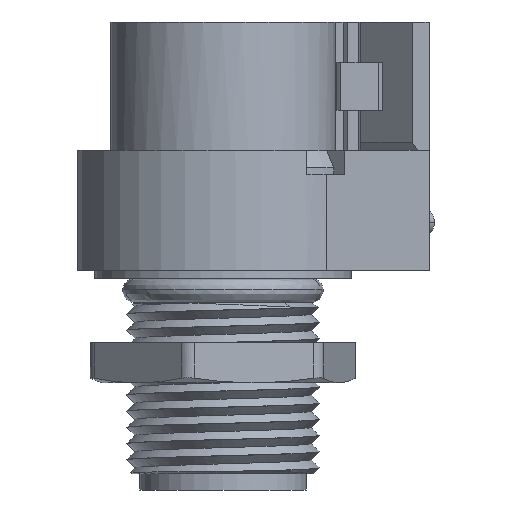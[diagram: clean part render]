
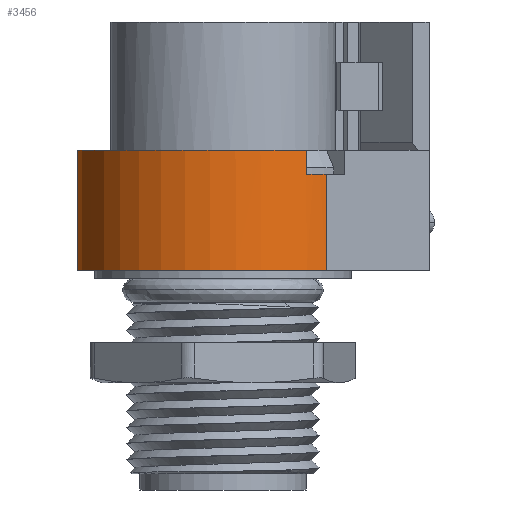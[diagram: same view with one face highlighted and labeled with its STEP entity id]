
A CAD part, front view. The second image highlights one B-rep face of the part: STEP entity #3456.
In plain terms, the highlighted cylindrical face has radius 9.1 mm (diameter 18.2 mm), a partial arc.
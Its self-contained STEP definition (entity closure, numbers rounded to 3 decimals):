
#109 = CIRCLE ( 'NONE', #9082, 9.1 ) ;
#184 = VECTOR ( 'NONE', #5349, 1000. ) ;
#291 = VERTEX_POINT ( 'NONE', #10560 ) ;
#663 = DIRECTION ( 'NONE',  ( 0., 0., 1. ) ) ;
#709 = LINE ( 'NONE', #16611, #9501 ) ;
#1088 = CARTESIAN_POINT ( 'NONE',  ( 6.435, -6.435, 17.45 ) ) ;
#1159 = ORIENTED_EDGE ( 'NONE', *, *, #18221, .F. ) ;
#1598 = CARTESIAN_POINT ( 'NONE',  ( 6.435, -6.435, 19.7 ) ) ;
#1615 = CARTESIAN_POINT ( 'NONE',  ( 0., 0., 19.7 ) ) ;
#1755 = DIRECTION ( 'NONE',  ( 0., 0., 1. ) ) ;
#1824 = DIRECTION ( 'NONE',  ( 0., 0., -1. ) ) ;
#1964 = ORIENTED_EDGE ( 'NONE', *, *, #13171, .T. ) ;
#2132 = DIRECTION ( 'NONE',  ( 1., 0., 0. ) ) ;
#2236 = VECTOR ( 'NONE', #17360, 1000. ) ;
#2609 = DIRECTION ( 'NONE',  ( 0., 0., -1. ) ) ;
#3096 = DIRECTION ( 'NONE',  ( 1., 0., 0. ) ) ;
#3107 = VECTOR ( 'NONE', #7653, 1000. ) ;
#3456 = ADVANCED_FACE ( 'NONE', ( #11012 ), #10568, .T. ) ;
#3620 = CARTESIAN_POINT ( 'NONE',  ( -6.435, 6.435, 19.7 ) ) ;
#3679 = ORIENTED_EDGE ( 'NONE', *, *, #9150, .T. ) ;
#3850 = CARTESIAN_POINT ( 'NONE',  ( 5.203, -7.466, 19.45 ) ) ;
#4110 = VERTEX_POINT ( 'NONE', #8009 ) ;
#4379 = AXIS2_PLACEMENT_3D ( 'NONE', #8028, #663, #2132 ) ;
#4915 = CARTESIAN_POINT ( 'NONE',  ( -7.466, 5.203, 19.7 ) ) ;
#5179 = EDGE_CURVE ( 'NONE', #10316, #6434, #15395, .T. ) ;
#5290 = ORIENTED_EDGE ( 'NONE', *, *, #17724, .F. ) ;
#5349 = DIRECTION ( 'NONE',  ( 0., 0., 1. ) ) ;
#5737 = CIRCLE ( 'NONE', #16437, 9.1 ) ;
#6113 = CIRCLE ( 'NONE', #14131, 9.1 ) ;
#6366 = EDGE_LOOP ( 'NONE', ( #3679, #1159, #12292, #14721, #17677, #7070, #1964, #5290 ) ) ;
#6434 = VERTEX_POINT ( 'NONE', #8432 ) ;
#7070 = ORIENTED_EDGE ( 'NONE', *, *, #14380, .F. ) ;
#7124 = LINE ( 'NONE', #3850, #184 ) ;
#7458 = AXIS2_PLACEMENT_3D ( 'NONE', #10633, #1755, #12107 ) ;
#7653 = DIRECTION ( 'NONE',  ( 0., 0., -1. ) ) ;
#8009 = CARTESIAN_POINT ( 'NONE',  ( 5.203, -7.466, 19.7 ) ) ;
#8028 = CARTESIAN_POINT ( 'NONE',  ( 0., 0., 13.7 ) ) ;
#8064 = VERTEX_POINT ( 'NONE', #8683 ) ;
#8432 = CARTESIAN_POINT ( 'NONE',  ( -6.435, 6.435, 13.7 ) ) ;
#8618 = DIRECTION ( 'NONE',  ( 0., 0., 1. ) ) ;
#8683 = CARTESIAN_POINT ( 'NONE',  ( 5.203, -7.466, 21.2 ) ) ;
#9082 = AXIS2_PLACEMENT_3D ( 'NONE', #11470, #2609, #12974 ) ;
#9150 = EDGE_CURVE ( 'NONE', #13341, #12209, #709, .T. ) ;
#9501 = VECTOR ( 'NONE', #1824, 1000. ) ;
#10316 = VERTEX_POINT ( 'NONE', #3620 ) ;
#10560 = CARTESIAN_POINT ( 'NONE',  ( 6.435, -6.435, 13.7 ) ) ;
#10568 = CYLINDRICAL_SURFACE ( 'NONE', #4379, 9.1 ) ;
#10633 = CARTESIAN_POINT ( 'NONE',  ( 0., 0., 21.2 ) ) ;
#11012 = FACE_OUTER_BOUND ( 'NONE', #6366, .T. ) ;
#11470 = CARTESIAN_POINT ( 'NONE',  ( 0., 0., 13.7 ) ) ;
#11971 = DIRECTION ( 'NONE',  ( 0., 0., 1. ) ) ;
#12107 = DIRECTION ( 'NONE',  ( 1., 0., 0. ) ) ;
#12209 = VERTEX_POINT ( 'NONE', #4915 ) ;
#12292 = ORIENTED_EDGE ( 'NONE', *, *, #5179, .T. ) ;
#12974 = DIRECTION ( 'NONE',  ( 1., 0., 0. ) ) ;
#13171 = EDGE_CURVE ( 'NONE', #4110, #8064, #7124, .T. ) ;
#13283 = EDGE_CURVE ( 'NONE', #16340, #291, #17568, .T. ) ;
#13341 = VERTEX_POINT ( 'NONE', #14419 ) ;
#14131 = AXIS2_PLACEMENT_3D ( 'NONE', #17508, #8618, #19006 ) ;
#14380 = EDGE_CURVE ( 'NONE', #4110, #16340, #5737, .T. ) ;
#14419 = CARTESIAN_POINT ( 'NONE',  ( -7.466, 5.203, 21.2 ) ) ;
#14721 = ORIENTED_EDGE ( 'NONE', *, *, #17393, .F. ) ;
#15032 = CARTESIAN_POINT ( 'NONE',  ( -6.435, 6.435, 17.45 ) ) ;
#15395 = LINE ( 'NONE', #15032, #3107 ) ;
#16095 = CIRCLE ( 'NONE', #7458, 9.1 ) ;
#16340 = VERTEX_POINT ( 'NONE', #1598 ) ;
#16437 = AXIS2_PLACEMENT_3D ( 'NONE', #1615, #11971, #3096 ) ;
#16611 = CARTESIAN_POINT ( 'NONE',  ( -7.466, 5.203, 19.45 ) ) ;
#17360 = DIRECTION ( 'NONE',  ( 0., 0., -1. ) ) ;
#17393 = EDGE_CURVE ( 'NONE', #291, #6434, #109, .T. ) ;
#17508 = CARTESIAN_POINT ( 'NONE',  ( 0., 0., 19.7 ) ) ;
#17568 = LINE ( 'NONE', #1088, #2236 ) ;
#17677 = ORIENTED_EDGE ( 'NONE', *, *, #13283, .F. ) ;
#17724 = EDGE_CURVE ( 'NONE', #13341, #8064, #16095, .T. ) ;
#18221 = EDGE_CURVE ( 'NONE', #10316, #12209, #6113, .T. ) ;
#19006 = DIRECTION ( 'NONE',  ( 1., 0., 0. ) ) ;
